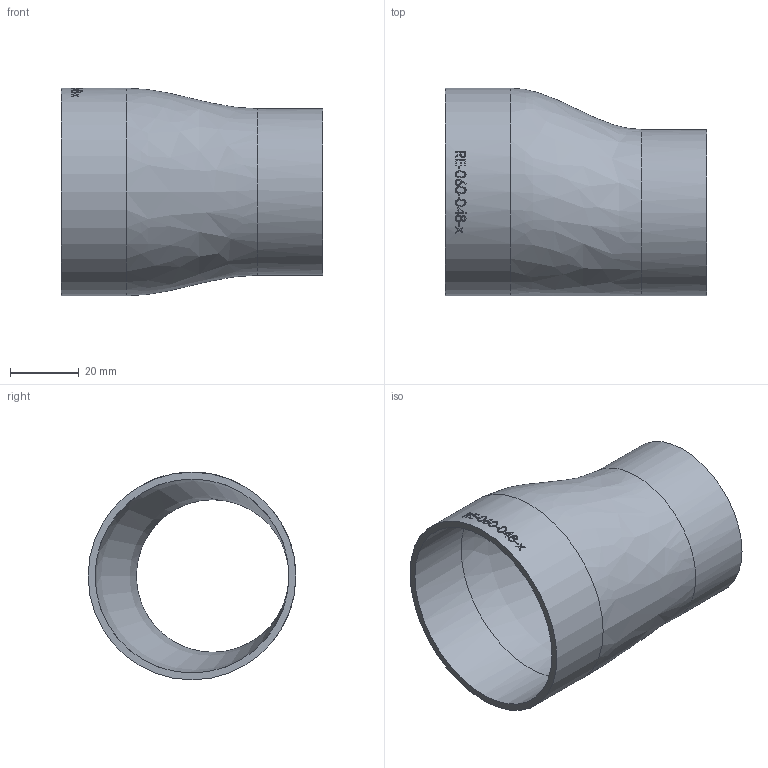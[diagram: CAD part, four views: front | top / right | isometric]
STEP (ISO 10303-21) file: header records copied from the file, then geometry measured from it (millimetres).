
FILE_DESCRIPTION (( 'STEP AP214' ), '1' );
FILE_NAME ('RE-060-048-x Reduzierung Exzenter 60,3x48,3x2,0x2,0 BL76 2012.STEP', '2020-12-30T12:35:29', ( '' ), ( '' ), 'SwSTEP 2.0', 'SolidWorks 2019', '' );
FILE_SCHEMA (( 'AUTOMOTIVE_DESIGN' ));
Length unit declared in the file: millimetre
Products named in the file (1): RE-060-048-x Reduzierung Exzenter 60,3x48,3x2,0x2,0 BL76 2012
Bounding box: 76 x 60.3 x 60.3 mm (x, y, z)
Volume: 25488.1 mm3; surface area: 25904 mm2
Topology: 1 solids, 1 shells, 149 faces, 384 edges, 256 vertices
Faces by surface type: bspline 76, plane 49, cylinder 24
Full cylindrical faces by diameter (mm): 44.3 x1, 48.3 x1, 56.3 x1, 60.3 x1
Entity records: 16680 total; most frequent: CARTESIAN_POINT 12238, ORIENTED_EDGE 742, EDGE_CURVE 371, DIRECTION 344, VERTEX_POINT 250, B_SPLINE_CURVE_WITH_KNOTS 234, EDGE_LOOP 177, FACE_OUTER_BOUND 155
